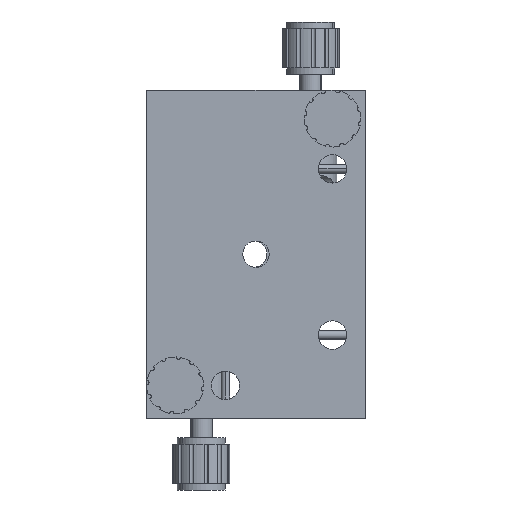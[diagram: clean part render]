
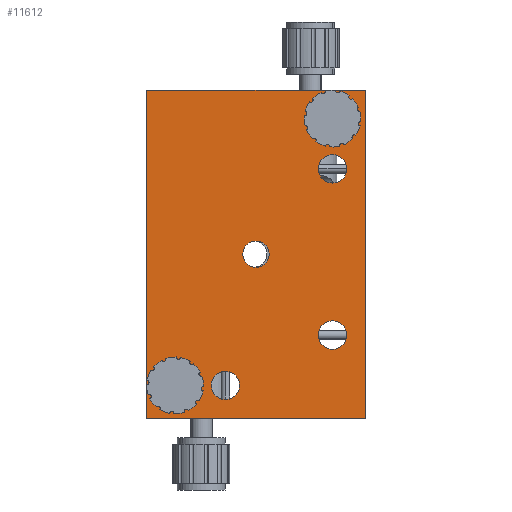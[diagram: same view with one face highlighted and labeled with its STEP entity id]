
A CAD part, front view. The second image highlights one B-rep face of the part: STEP entity #11612.
In plain terms, the highlighted planar face has unit normal (0, -1, 0).
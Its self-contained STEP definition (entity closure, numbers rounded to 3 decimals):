
#83 = DIRECTION ( 'NONE',  ( 0., 0., 1. ) ) ;
#84 = DIRECTION ( 'NONE',  ( 0., 1., 0. ) ) ;
#85 = CARTESIAN_POINT ( 'NONE',  ( -7.727, -6.656, -30. ) ) ;
#167 = AXIS2_PLACEMENT_3D ( 'NONE', #6032, #6031, #6030 ) ;
#1553 = AXIS2_PLACEMENT_3D ( 'NONE', #85, #84, #83 ) ;
#1555 = AXIS2_PLACEMENT_3D ( 'NONE', #10110, #10087, #10085 ) ;
#1560 = AXIS2_PLACEMENT_3D ( 'NONE', #10253, #10250, #10249 ) ;
#1561 = AXIS2_PLACEMENT_3D ( 'NONE', #10247, #10243, #10241 ) ;
#1566 = AXIS2_PLACEMENT_3D ( 'NONE', #10173, #10172, #10171 ) ;
#3115 = CIRCLE ( 'NONE', #15478, 4.5 ) ;
#3117 = CIRCLE ( 'NONE', #15479, 4.5 ) ;
#3119 = CIRCLE ( 'NONE', #15477, 3.25 ) ;
#3122 = CIRCLE ( 'NONE', #15480, 4.5 ) ;
#3124 = CIRCLE ( 'NONE', #15481, 4.5 ) ;
#3125 = LINE ( 'NONE', #5788, #3127 ) ;
#3127 = VECTOR ( 'NONE', #5755, 1000. ) ;
#3129 = CIRCLE ( 'NONE', #15482, 3. ) ;
#3132 = CIRCLE ( 'NONE', #15484, 3.25 ) ;
#3141 = LINE ( 'NONE', #5726, #3148 ) ;
#3146 = LINE ( 'NONE', #5750, #3161 ) ;
#3148 = VECTOR ( 'NONE', #5725, 1000. ) ;
#3161 = VECTOR ( 'NONE', #5736, 1000. ) ;
#3170 = LINE ( 'NONE', #5868, #3175 ) ;
#3175 = VECTOR ( 'NONE', #5887, 1000. ) ;
#3180 = CIRCLE ( 'NONE', #1553, 3.25 ) ;
#3188 = CIRCLE ( 'NONE', #1555, 3.25 ) ;
#3218 = CIRCLE ( 'NONE', #1560, 3. ) ;
#3220 = CIRCLE ( 'NONE', #1561, 3.25 ) ;
#3235 = CIRCLE ( 'NONE', #1566, 3.25 ) ;
#4844 = FACE_OUTER_BOUND ( 'NONE', #6624, .T. ) ;
#4845 = FACE_BOUND ( 'NONE', #6917, .T. ) ;
#4846 = FACE_BOUND ( 'NONE', #7029, .T. ) ;
#4847 = FACE_BOUND ( 'NONE', #6716, .T. ) ;
#4849 = FACE_BOUND ( 'NONE', #6629, .T. ) ;
#4850 = FACE_BOUND ( 'NONE', #6969, .T. ) ;
#4851 = FACE_BOUND ( 'NONE', #6449, .T. ) ;
#5725 = DIRECTION ( 'NONE',  ( 1., 0., 0. ) ) ;
#5726 = CARTESIAN_POINT ( 'NONE',  ( -25.727, -6.656, 37.5 ) ) ;
#5729 = DIRECTION ( 'NONE',  ( 0., 0., 1. ) ) ;
#5731 = DIRECTION ( 'NONE',  ( 0., 1., 0. ) ) ;
#5732 = CARTESIAN_POINT ( 'NONE',  ( 16.773, -6.656, -18.5 ) ) ;
#5736 = DIRECTION ( 'NONE',  ( 0., 0., 1. ) ) ;
#5739 = DIRECTION ( 'NONE',  ( 0., 0., 1. ) ) ;
#5740 = DIRECTION ( 'NONE',  ( 0., 1., 0. ) ) ;
#5741 = CARTESIAN_POINT ( 'NONE',  ( -0.727, -6.656, 0. ) ) ;
#5743 = DIRECTION ( 'NONE',  ( 0., 0., 1. ) ) ;
#5744 = DIRECTION ( 'NONE',  ( 0., 1., 0. ) ) ;
#5745 = CARTESIAN_POINT ( 'NONE',  ( 16.773, -6.656, 31. ) ) ;
#5747 = DIRECTION ( 'NONE',  ( 0., 0., 1. ) ) ;
#5748 = DIRECTION ( 'NONE',  ( 0., 1., 0. ) ) ;
#5749 = CARTESIAN_POINT ( 'NONE',  ( -19.227, -6.656, -30. ) ) ;
#5750 = CARTESIAN_POINT ( 'NONE',  ( -25.727, -6.656, 37.5 ) ) ;
#5751 = DIRECTION ( 'NONE',  ( 0., 0., 1. ) ) ;
#5752 = DIRECTION ( 'NONE',  ( 0., 1., 0. ) ) ;
#5754 = CARTESIAN_POINT ( 'NONE',  ( 16.773, -6.656, 31. ) ) ;
#5755 = DIRECTION ( 'NONE',  ( 0., 0., -1. ) ) ;
#5756 = DIRECTION ( 'NONE',  ( 0., 0., 1. ) ) ;
#5757 = DIRECTION ( 'NONE',  ( 0., 1., 0. ) ) ;
#5759 = CARTESIAN_POINT ( 'NONE',  ( -19.227, -6.656, -30. ) ) ;
#5760 = DIRECTION ( 'NONE',  ( 0., 0., 1. ) ) ;
#5761 = DIRECTION ( 'NONE',  ( 0., 1., 0. ) ) ;
#5762 = CARTESIAN_POINT ( 'NONE',  ( 16.773, -6.656, 19.5 ) ) ;
#5788 = CARTESIAN_POINT ( 'NONE',  ( 24.273, -6.656, 37.5 ) ) ;
#5868 = CARTESIAN_POINT ( 'NONE',  ( -25.727, -6.656, -37.5 ) ) ;
#5887 = DIRECTION ( 'NONE',  ( -1., 0., 0. ) ) ;
#6030 = DIRECTION ( 'NONE',  ( 0., 0., -1. ) ) ;
#6031 = DIRECTION ( 'NONE',  ( 0., -1., 0. ) ) ;
#6032 = CARTESIAN_POINT ( 'NONE',  ( -0.727, -6.656, 0. ) ) ;
#6041 = PLANE ( 'NONE',  #167 ) ;
#6449 = EDGE_LOOP ( 'NONE', ( #16355, #16356 ) ) ;
#6624 = EDGE_LOOP ( 'NONE', ( #16347, #16348, #16349, #16350 ) ) ;
#6629 = EDGE_LOOP ( 'NONE', ( #16343, #16344 ) ) ;
#6716 = EDGE_LOOP ( 'NONE', ( #16351, #16352 ) ) ;
#6917 = EDGE_LOOP ( 'NONE', ( #16339, #16338 ) ) ;
#6969 = EDGE_LOOP ( 'NONE', ( #16353, #16354 ) ) ;
#7029 = EDGE_LOOP ( 'NONE', ( #16345, #16346 ) ) ;
#8230 = CARTESIAN_POINT ( 'NONE',  ( 16.773, -6.656, 22.75 ) ) ;
#8369 = VERTEX_POINT ( 'NONE', #13890 ) ;
#8440 = VERTEX_POINT ( 'NONE', #14336 ) ;
#8481 = VERTEX_POINT ( 'NONE', #14426 ) ;
#8482 = VERTEX_POINT ( 'NONE', #14448 ) ;
#8484 = VERTEX_POINT ( 'NONE', #13880 ) ;
#8505 = VERTEX_POINT ( 'NONE', #14173 ) ;
#8590 = VERTEX_POINT ( 'NONE', #13891 ) ;
#8669 = VERTEX_POINT ( 'NONE', #14335 ) ;
#8670 = VERTEX_POINT ( 'NONE', #14347 ) ;
#8702 = VERTEX_POINT ( 'NONE', #13915 ) ;
#8732 = VERTEX_POINT ( 'NONE', #14149 ) ;
#8769 = VERTEX_POINT ( 'NONE', #14035 ) ;
#8772 = VERTEX_POINT ( 'NONE', #14025 ) ;
#9110 = VERTEX_POINT ( 'NONE', #13931 ) ;
#9130 = VERTEX_POINT ( 'NONE', #13947 ) ;
#10085 = DIRECTION ( 'NONE',  ( 0., 0., 1. ) ) ;
#10087 = DIRECTION ( 'NONE',  ( 0., 1., 0. ) ) ;
#10110 = CARTESIAN_POINT ( 'NONE',  ( -7.727, -6.656, -30. ) ) ;
#10171 = DIRECTION ( 'NONE',  ( 0., 0., 1. ) ) ;
#10172 = DIRECTION ( 'NONE',  ( 0., 1., 0. ) ) ;
#10173 = CARTESIAN_POINT ( 'NONE',  ( 16.773, -6.656, -18.5 ) ) ;
#10241 = DIRECTION ( 'NONE',  ( 0., 0., 1. ) ) ;
#10243 = DIRECTION ( 'NONE',  ( 0., 1., 0. ) ) ;
#10247 = CARTESIAN_POINT ( 'NONE',  ( 16.773, -6.656, 19.5 ) ) ;
#10249 = DIRECTION ( 'NONE',  ( 0., 0., 1. ) ) ;
#10250 = DIRECTION ( 'NONE',  ( 0., 1., 0. ) ) ;
#10253 = CARTESIAN_POINT ( 'NONE',  ( -0.727, -6.656, 0. ) ) ;
#11612 = ADVANCED_FACE ( 'NONE', ( #4845, #4849, #4846, #4844, #4847, #4850, #4851 ), #6041, .T. ) ;
#13880 = CARTESIAN_POINT ( 'NONE',  ( -19.227, -6.656, -25.5 ) ) ;
#13890 = CARTESIAN_POINT ( 'NONE',  ( 16.773, -6.656, -21.75 ) ) ;
#13891 = CARTESIAN_POINT ( 'NONE',  ( -0.727, -6.656, -3. ) ) ;
#13915 = CARTESIAN_POINT ( 'NONE',  ( -0.727, -6.656, 3. ) ) ;
#13931 = CARTESIAN_POINT ( 'NONE',  ( -7.727, -6.656, -33.25 ) ) ;
#13947 = CARTESIAN_POINT ( 'NONE',  ( -19.227, -6.656, -34.5 ) ) ;
#14025 = CARTESIAN_POINT ( 'NONE',  ( 16.773, -6.656, 35.5 ) ) ;
#14035 = CARTESIAN_POINT ( 'NONE',  ( 16.773, -6.656, 16.25 ) ) ;
#14149 = CARTESIAN_POINT ( 'NONE',  ( 24.273, -6.656, 37.5 ) ) ;
#14173 = CARTESIAN_POINT ( 'NONE',  ( -25.727, -6.656, -37.5 ) ) ;
#14335 = CARTESIAN_POINT ( 'NONE',  ( 24.273, -6.656, -37.5 ) ) ;
#14336 = CARTESIAN_POINT ( 'NONE',  ( 16.773, -6.656, -15.25 ) ) ;
#14347 = CARTESIAN_POINT ( 'NONE',  ( -25.727, -6.656, 37.5 ) ) ;
#14426 = CARTESIAN_POINT ( 'NONE',  ( -7.727, -6.656, -26.75 ) ) ;
#14448 = CARTESIAN_POINT ( 'NONE',  ( 16.773, -6.656, 26.5 ) ) ;
#14834 = EDGE_CURVE ( 'NONE', #15807, #8769, #3119, .T. ) ;
#14835 = EDGE_CURVE ( 'NONE', #9130, #8484, #3115, .T. ) ;
#14836 = EDGE_CURVE ( 'NONE', #8482, #8772, #3117, .T. ) ;
#14837 = EDGE_CURVE ( 'NONE', #8484, #9130, #3122, .T. ) ;
#14838 = EDGE_CURVE ( 'NONE', #8732, #8669, #3125, .T. ) ;
#14839 = EDGE_CURVE ( 'NONE', #8772, #8482, #3124, .T. ) ;
#14840 = EDGE_CURVE ( 'NONE', #8702, #8590, #3129, .T. ) ;
#14842 = EDGE_CURVE ( 'NONE', #8440, #8369, #3132, .T. ) ;
#14845 = EDGE_CURVE ( 'NONE', #8670, #8732, #3141, .T. ) ;
#14849 = EDGE_CURVE ( 'NONE', #8505, #8670, #3146, .T. ) ;
#14853 = EDGE_CURVE ( 'NONE', #8669, #8505, #3170, .T. ) ;
#14858 = EDGE_CURVE ( 'NONE', #8481, #9110, #3180, .T. ) ;
#14862 = EDGE_CURVE ( 'NONE', #9110, #8481, #3188, .T. ) ;
#14878 = EDGE_CURVE ( 'NONE', #8590, #8702, #3218, .T. ) ;
#14879 = EDGE_CURVE ( 'NONE', #8769, #15807, #3220, .T. ) ;
#14889 = EDGE_CURVE ( 'NONE', #8369, #8440, #3235, .T. ) ;
#15477 = AXIS2_PLACEMENT_3D ( 'NONE', #5762, #5761, #5760 ) ;
#15478 = AXIS2_PLACEMENT_3D ( 'NONE', #5759, #5757, #5756 ) ;
#15479 = AXIS2_PLACEMENT_3D ( 'NONE', #5754, #5752, #5751 ) ;
#15480 = AXIS2_PLACEMENT_3D ( 'NONE', #5749, #5748, #5747 ) ;
#15481 = AXIS2_PLACEMENT_3D ( 'NONE', #5745, #5744, #5743 ) ;
#15482 = AXIS2_PLACEMENT_3D ( 'NONE', #5741, #5740, #5739 ) ;
#15484 = AXIS2_PLACEMENT_3D ( 'NONE', #5732, #5731, #5729 ) ;
#15807 = VERTEX_POINT ( 'NONE', #8230 ) ;
#16338 = ORIENTED_EDGE ( 'NONE', *, *, #14878, .T. ) ;
#16339 = ORIENTED_EDGE ( 'NONE', *, *, #14840, .T. ) ;
#16343 = ORIENTED_EDGE ( 'NONE', *, *, #14889, .T. ) ;
#16344 = ORIENTED_EDGE ( 'NONE', *, *, #14842, .T. ) ;
#16345 = ORIENTED_EDGE ( 'NONE', *, *, #14839, .T. ) ;
#16346 = ORIENTED_EDGE ( 'NONE', *, *, #14836, .T. ) ;
#16347 = ORIENTED_EDGE ( 'NONE', *, *, #14838, .F. ) ;
#16348 = ORIENTED_EDGE ( 'NONE', *, *, #14845, .F. ) ;
#16349 = ORIENTED_EDGE ( 'NONE', *, *, #14849, .F. ) ;
#16350 = ORIENTED_EDGE ( 'NONE', *, *, #14853, .F. ) ;
#16351 = ORIENTED_EDGE ( 'NONE', *, *, #14837, .T. ) ;
#16352 = ORIENTED_EDGE ( 'NONE', *, *, #14835, .T. ) ;
#16353 = ORIENTED_EDGE ( 'NONE', *, *, #14862, .T. ) ;
#16354 = ORIENTED_EDGE ( 'NONE', *, *, #14858, .T. ) ;
#16355 = ORIENTED_EDGE ( 'NONE', *, *, #14879, .T. ) ;
#16356 = ORIENTED_EDGE ( 'NONE', *, *, #14834, .T. ) ;
